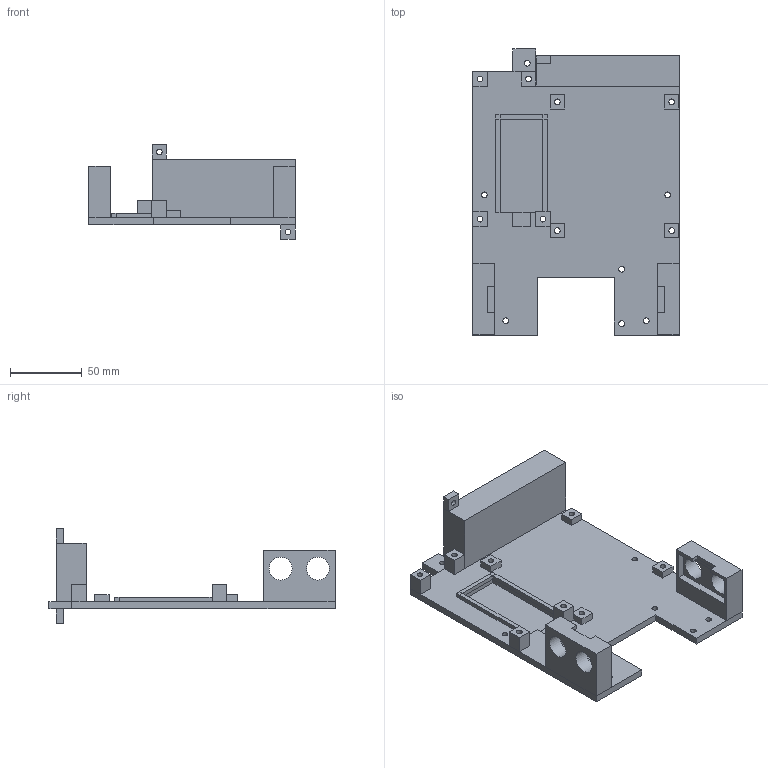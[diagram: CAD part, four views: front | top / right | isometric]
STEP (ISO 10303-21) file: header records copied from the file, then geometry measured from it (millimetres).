
FILE_DESCRIPTION(('FreeCAD Model'),'2;1');
FILE_NAME('Open CASCADE Shape Model','2025-05-12T16:49:21',('Author'),( ''),'Open CASCADE STEP processor 7.7','FreeCAD','Unknown');
FILE_SCHEMA(('AUTOMOTIVE_DESIGN { 1 0 10303 214 1 1 1 1 }'));
Length unit declared in the file: millimetre
Products named in the file (1): 二段目
Bounding box: 144.2 x 200 x 66 mm (x, y, z)
Volume: 199113.3 mm3; surface area: 86421.4 mm2
Topology: 1 solids, 1 shells, 164 faces, 423 edges, 264 vertices
Faces by surface type: plane 140, cylinder 24
Full cylindrical faces by diameter (mm): 4 x18, 16 x4
Entity records: 4961 total; most frequent: CARTESIAN_POINT 849, ORIENTED_EDGE 842, DIRECTION 799, EDGE_CURVE 421, LINE 373, VECTOR 373, VERTEX_POINT 263, AXIS2_PLACEMENT_3D 213
